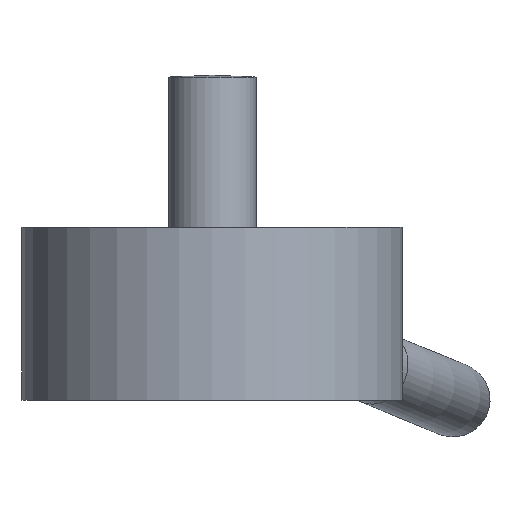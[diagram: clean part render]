
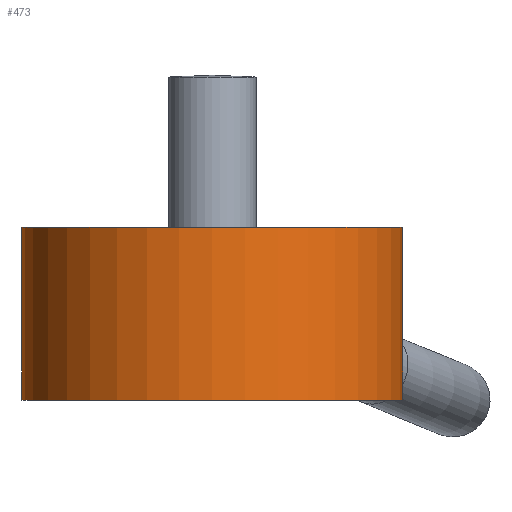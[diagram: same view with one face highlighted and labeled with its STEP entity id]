
A CAD part, front view. The second image highlights one B-rep face of the part: STEP entity #473.
In plain terms, the highlighted cylindrical face has radius 4.763 mm (diameter 9.525 mm), a full revolution.
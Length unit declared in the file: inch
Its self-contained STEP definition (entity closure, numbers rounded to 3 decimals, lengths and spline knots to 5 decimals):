
#384=CARTESIAN_POINT('',(-0.0005,0.0,-0.21));
#385=DIRECTION('',(0.0,0.0,1.0));
#386=DIRECTION('',(1.0,0.0,0.0));
#387=AXIS2_PLACEMENT_3D('',#384,#385,#386);
#388=CYLINDRICAL_SURFACE('',#387,0.1875);
#389=CARTESIAN_POINT('',(0.187,0.0,-0.21));
#390=VERTEX_POINT('',#389);
#391=CARTESIAN_POINT('',(-0.0005,0.0,-0.21));
#392=DIRECTION('',(0.0,0.0,1.0));
#393=DIRECTION('',(1.0,0.0,0.0));
#394=AXIS2_PLACEMENT_3D('',#391,#392,#393);
#395=CIRCLE('',#394,0.1875);
#396=EDGE_CURVE('',#390,#390,#395,.T.);
#397=ORIENTED_EDGE('',*,*,#396,.T.);
#398=EDGE_LOOP('',(#397));
#399=FACE_OUTER_BOUND('',#398,.T.);
#400=CARTESIAN_POINT('',(0.187,0.0,-0.1545));
#401=VERTEX_POINT('',#400);
#402=CARTESIAN_POINT('',(0.18212,-0.0425,-0.112));
#403=VERTEX_POINT('',#402);
#404=CARTESIAN_POINT('',(0.187,0.0,-0.1545));
#405=CARTESIAN_POINT('',(0.187,-0.00536,-0.1545));
#406=CARTESIAN_POINT('',(0.18675,-0.01106,-0.15343));
#407=CARTESIAN_POINT('',(0.18583,-0.02152,-0.14908));
#408=CARTESIAN_POINT('',(0.18519,-0.02629,-0.14581));
#409=CARTESIAN_POINT('',(0.18396,-0.03382,-0.13829));
#410=CARTESIAN_POINT('',(0.18331,-0.03708,-0.13352));
#411=CARTESIAN_POINT('',(0.18238,-0.04143,-0.12306));
#412=CARTESIAN_POINT('',(0.18212,-0.0425,-0.11736));
#413=CARTESIAN_POINT('',(0.18212,-0.0425,-0.112));
#414=B_SPLINE_CURVE_WITH_KNOTS('',3,(#404,#405,#406,#407,#408,#409,#410,#411,#412,#413),.UNSPECIFIED.,.F.,.U.,(4,2,2,2,4),(0.19283,0.2089,0.22497,0.24104,0.25711),.UNSPECIFIED.);
#415=EDGE_CURVE('',#401,#403,#414,.T.);
#416=ORIENTED_EDGE('',*,*,#415,.T.);
#417=CARTESIAN_POINT('',(0.187,0.0,-0.0695));
#418=VERTEX_POINT('',#417);
#419=CARTESIAN_POINT('',(0.18212,-0.0425,-0.112));
#420=CARTESIAN_POINT('',(0.18212,-0.0425,-0.10664));
#421=CARTESIAN_POINT('',(0.18238,-0.04143,-0.10094));
#422=CARTESIAN_POINT('',(0.18331,-0.03708,-0.09048));
#423=CARTESIAN_POINT('',(0.18396,-0.03382,-0.08571));
#424=CARTESIAN_POINT('',(0.18519,-0.02629,-0.07819));
#425=CARTESIAN_POINT('',(0.18583,-0.02152,-0.07492));
#426=CARTESIAN_POINT('',(0.18675,-0.01106,-0.07057));
#427=CARTESIAN_POINT('',(0.187,-0.00536,-0.0695));
#428=CARTESIAN_POINT('',(0.187,0.0,-0.0695));
#429=B_SPLINE_CURVE_WITH_KNOTS('',3,(#419,#420,#421,#422,#423,#424,#425,#426,#427,#428),.UNSPECIFIED.,.F.,.U.,(4,2,2,2,4),(0.25711,0.27318,0.28925,0.30532,0.32139),.UNSPECIFIED.);
#430=EDGE_CURVE('',#403,#418,#429,.T.);
#431=ORIENTED_EDGE('',*,*,#430,.T.);
#432=CARTESIAN_POINT('',(0.18212,0.0425,-0.112));
#433=VERTEX_POINT('',#432);
#434=CARTESIAN_POINT('',(0.187,0.0,-0.0695));
#435=CARTESIAN_POINT('',(0.187,0.00536,-0.0695));
#436=CARTESIAN_POINT('',(0.18675,0.01106,-0.07057));
#437=CARTESIAN_POINT('',(0.18583,0.02152,-0.07492));
#438=CARTESIAN_POINT('',(0.18519,0.02629,-0.07819));
#439=CARTESIAN_POINT('',(0.18396,0.03382,-0.08571));
#440=CARTESIAN_POINT('',(0.18331,0.03708,-0.09048));
#441=CARTESIAN_POINT('',(0.18238,0.04143,-0.10094));
#442=CARTESIAN_POINT('',(0.18212,0.0425,-0.10664));
#443=CARTESIAN_POINT('',(0.18212,0.0425,-0.112));
#444=B_SPLINE_CURVE_WITH_KNOTS('',3,(#434,#435,#436,#437,#438,#439,#440,#441,#442,#443),.UNSPECIFIED.,.F.,.U.,(4,2,2,2,4),(0.06428,0.08035,0.09642,0.11249,0.12856),.UNSPECIFIED.);
#445=EDGE_CURVE('',#418,#433,#444,.T.);
#446=ORIENTED_EDGE('',*,*,#445,.T.);
#447=CARTESIAN_POINT('',(0.18212,0.0425,-0.112));
#448=CARTESIAN_POINT('',(0.18212,0.0425,-0.11736));
#449=CARTESIAN_POINT('',(0.18238,0.04143,-0.12306));
#450=CARTESIAN_POINT('',(0.18331,0.03708,-0.13352));
#451=CARTESIAN_POINT('',(0.18396,0.03382,-0.13829));
#452=CARTESIAN_POINT('',(0.18519,0.02629,-0.14581));
#453=CARTESIAN_POINT('',(0.18583,0.02152,-0.14908));
#454=CARTESIAN_POINT('',(0.18675,0.01106,-0.15343));
#455=CARTESIAN_POINT('',(0.187,0.00536,-0.1545));
#456=CARTESIAN_POINT('',(0.187,0.0,-0.1545));
#457=B_SPLINE_CURVE_WITH_KNOTS('',3,(#447,#448,#449,#450,#451,#452,#453,#454,#455,#456),.UNSPECIFIED.,.F.,.U.,(4,2,2,2,4),(0.12856,0.14463,0.1607,0.17676,0.19283),.UNSPECIFIED.);
#458=EDGE_CURVE('',#433,#401,#457,.T.);
#459=ORIENTED_EDGE('',*,*,#458,.T.);
#460=EDGE_LOOP('',(#416,#431,#446,#459));
#461=FACE_BOUND('',#460,.T.);
#462=CARTESIAN_POINT('',(-0.188,0.,-0.04));
#463=VERTEX_POINT('',#462);
#464=CARTESIAN_POINT('',(-0.0005,0.0,-0.04));
#465=DIRECTION('',(0.0,0.0,-1.0));
#466=DIRECTION('',(1.0,0.0,0.0));
#467=AXIS2_PLACEMENT_3D('',#464,#465,#466);
#468=CIRCLE('',#467,0.1875);
#469=EDGE_CURVE('',#463,#463,#468,.T.);
#470=ORIENTED_EDGE('',*,*,#469,.T.);
#471=EDGE_LOOP('',(#470));
#472=FACE_BOUND('',#471,.T.);
#473=ADVANCED_FACE('',(#399,#461,#472),#388,.T.);
